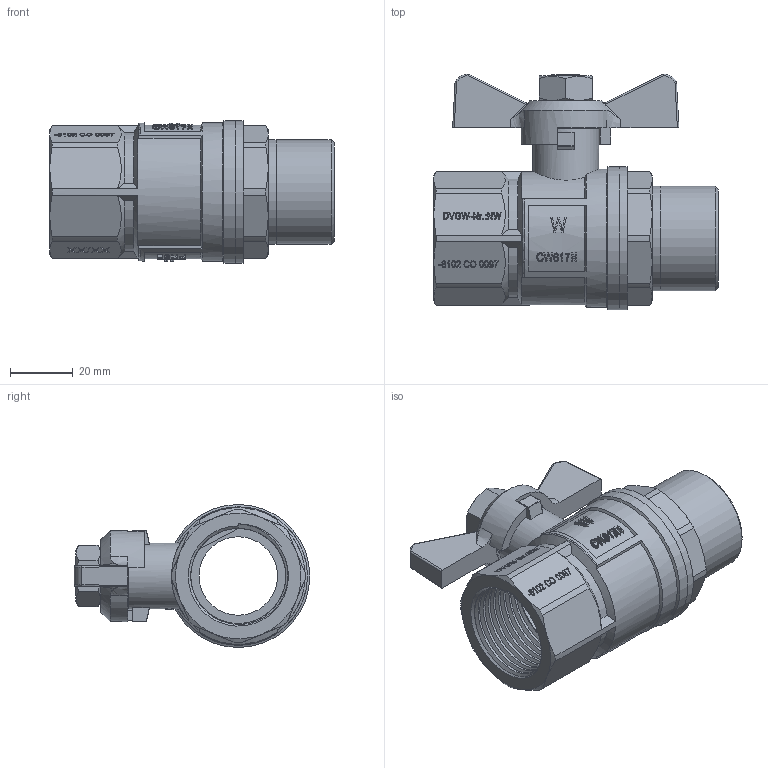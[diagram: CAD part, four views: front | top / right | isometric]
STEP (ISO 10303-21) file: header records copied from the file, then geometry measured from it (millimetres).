
FILE_DESCRIPTION(/* description */ ('Unknown'),/* implementation_level */ '2;1');
FILE_NAME(/* name */ '7531-06',/* time_stamp */ '2023-06-12T12:56:55+02:00',/* author */ ('Unknown'),/* organization */ ('Unknown'),/* preprocessor_version */ 'ST-DEVELOPER v18.102',/* originating_system */ 'Solid Edge',/* authorisation */ 'Unknown');
FILE_SCHEMA (('AUTOMOTIVE_DESIGN {1 0 10303 214 3 1 1}'));
Length unit declared in the file: millimetre
Products named in the file (13): 7501-06-NEU-VOLL-STEP; Spinsel-co; O-Ring; 600-1-spindel; 600-1-Spindeldichtung; 600-1-Stopfbuchse; Körper-co; Kugeldichtung.1; Kugel; Einschraubteil; Körper; Flügelgriff 1; 600-1-Mutter-fl.g.
Assembly tree (13 placements, depth 3):
  7501-06-NEU-VOLL-STEP
    Spinsel-co
      O-Ring
      600-1-spindel
      600-1-Spindeldichtung
      600-1-Stopfbuchse
    Körper-co
      Kugeldichtung.1  x2
      Kugel
      Einschraubteil
      Körper
    Flügelgriff 1
    600-1-Mutter-fl.g.
Bounding box: 90.5 x 74.98 x 45.5 mm (x, y, z)
Volume: 77313.4 mm3; surface area: 47731.9 mm2
Topology: 11 solids, 11 shells, 1763 faces, 4889 edges, 3232 vertices
Faces by surface type: plane 1558, cylinder 102, cone 60, bspline 20, torus 12, sphere 11
Full cylindrical faces by diameter (mm): 7 x1, 8.5 x1, 8.7 x1, 12 x3, 12.1 x2, 14 x1, 14.5 x1, 16 x1, 16.3 x1, 16.5 x1, 18 x1, 18.7 x1, 21 x1, 22.5 x1, 25 x3, 25.5 x2, 31 x1, 33 x4, 33.249 x1, 33.3 x1, 39 x1, 40.5 x1, 41 x1, 44 x1, 45.5 x2
Entity records: 70269 total; most frequent: CARTESIAN_POINT 13087, ORIENTED_EDGE 9564, DIRECTION 9312, EDGE_CURVE 4782, LINE 3464, VECTOR 3464, VERTEX_POINT 3204, AXIS2_PLACEMENT_3D 2924
